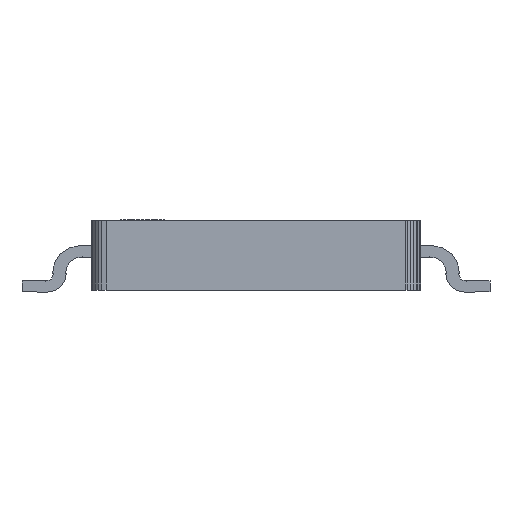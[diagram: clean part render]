
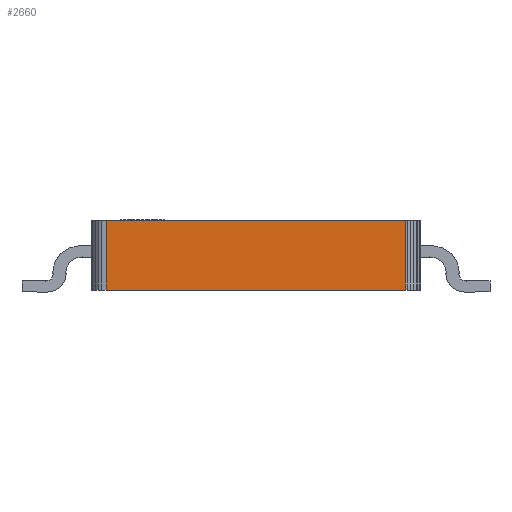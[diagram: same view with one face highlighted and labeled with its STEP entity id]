
A CAD part, front view. The second image highlights one B-rep face of the part: STEP entity #2660.
In plain terms, the highlighted planar face has unit normal (0, -1, 0).
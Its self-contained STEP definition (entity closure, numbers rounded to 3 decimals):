
#259 = EDGE_CURVE ( 'NONE', #3916, #1096, #4128, .T. ) ;
#271 = PLANE ( 'NONE',  #1575 ) ;
#323 = EDGE_CURVE ( 'NONE', #3676, #2278, #3166, .T. ) ;
#407 = CARTESIAN_POINT ( 'NONE',  ( 2.05, -4.85, 0. ) ) ;
#887 = EDGE_CURVE ( 'NONE', #3916, #3676, #5113, .T. ) ;
#958 = CARTESIAN_POINT ( 'NONE',  ( -2.05, -4.85, 0. ) ) ;
#1013 = VECTOR ( 'NONE', #2590, 1000. ) ;
#1029 = ORIENTED_EDGE ( 'NONE', *, *, #887, .T. ) ;
#1096 = VERTEX_POINT ( 'NONE', #407 ) ;
#1188 = CARTESIAN_POINT ( 'NONE',  ( 2.05, -4.85, 0.95 ) ) ;
#1315 = CARTESIAN_POINT ( 'NONE',  ( -2.05, -4.85, 0. ) ) ;
#1459 = ORIENTED_EDGE ( 'NONE', *, *, #3039, .T. ) ;
#1485 = VECTOR ( 'NONE', #1851, 1000. ) ;
#1550 = CARTESIAN_POINT ( 'NONE',  ( 2.05, -4.85, 0.95 ) ) ;
#1575 = AXIS2_PLACEMENT_3D ( 'NONE', #4200, #4698, #5068 ) ;
#1697 = ORIENTED_EDGE ( 'NONE', *, *, #259, .F. ) ;
#1821 = ORIENTED_EDGE ( 'NONE', *, *, #323, .T. ) ;
#1835 = VECTOR ( 'NONE', #2922, 1000. ) ;
#1851 = DIRECTION ( 'NONE',  ( 0., 0., -1. ) ) ;
#2225 = CARTESIAN_POINT ( 'NONE',  ( -2.05, -4.85, 0. ) ) ;
#2278 = VERTEX_POINT ( 'NONE', #958 ) ;
#2304 = CARTESIAN_POINT ( 'NONE',  ( 2.05, -4.85, 0. ) ) ;
#2426 = FACE_OUTER_BOUND ( 'NONE', #2774, .T. ) ;
#2590 = DIRECTION ( 'NONE',  ( 1., 0., 0. ) ) ;
#2660 = ADVANCED_FACE ( 'NONE', ( #2426 ), #271, .T. ) ;
#2748 = CARTESIAN_POINT ( 'NONE',  ( -2.05, -4.85, 0.95 ) ) ;
#2774 = EDGE_LOOP ( 'NONE', ( #1821, #1459, #1697, #1029 ) ) ;
#2922 = DIRECTION ( 'NONE',  ( -1., 0., 0. ) ) ;
#3039 = EDGE_CURVE ( 'NONE', #2278, #1096, #4829, .T. ) ;
#3166 = LINE ( 'NONE', #2225, #3944 ) ;
#3676 = VERTEX_POINT ( 'NONE', #2748 ) ;
#3916 = VERTEX_POINT ( 'NONE', #1550 ) ;
#3944 = VECTOR ( 'NONE', #3977, 1000. ) ;
#3977 = DIRECTION ( 'NONE',  ( 0., 0., -1. ) ) ;
#4128 = LINE ( 'NONE', #2304, #1485 ) ;
#4200 = CARTESIAN_POINT ( 'NONE',  ( 2.05, -4.85, 0. ) ) ;
#4698 = DIRECTION ( 'NONE',  ( 0., -1., 0. ) ) ;
#4829 = LINE ( 'NONE', #1315, #1013 ) ;
#5068 = DIRECTION ( 'NONE',  ( 1., 0., 0. ) ) ;
#5113 = LINE ( 'NONE', #1188, #1835 ) ;
